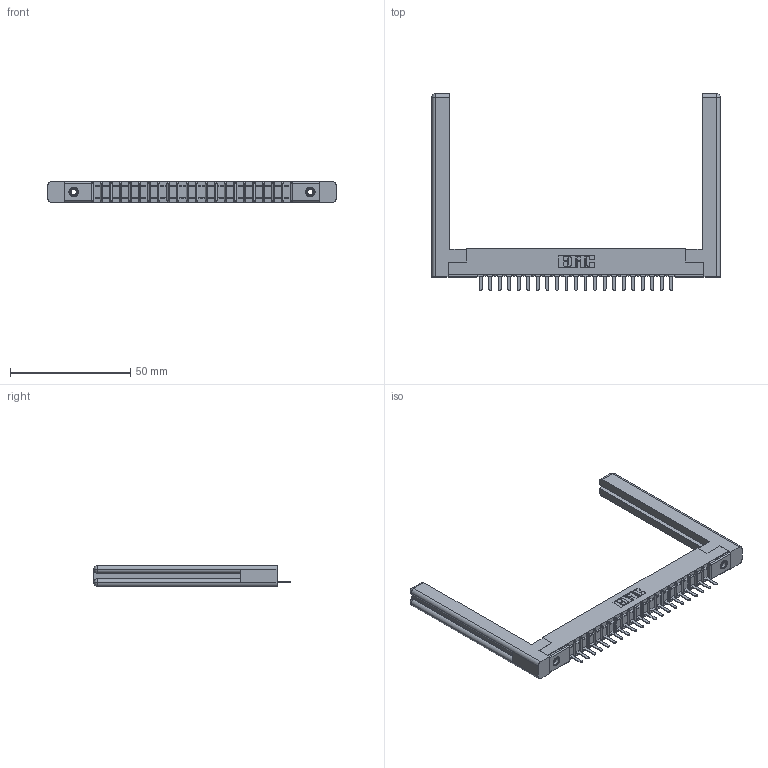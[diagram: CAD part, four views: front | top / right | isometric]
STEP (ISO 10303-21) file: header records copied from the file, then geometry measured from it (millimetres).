
FILE_DESCRIPTION (( 'STEP AP203' ), '1' );
FILE_NAME ('357-021-521-158.STEP', '2019-09-16T22:43:22', ( '' ), ( '' ), 'SwSTEP 2.0', 'SolidWorks 2016', '' );
FILE_SCHEMA (( 'CONFIG_CONTROL_DESIGN' ));
Length unit declared in the file: inch
Products named in the file (5): 307-220-058; 307 Part_.156 Dia Mounting Holes; 357-021-521-158; 307-290-002_521; 345-250-001_345-250-001-102
Assembly tree (26 placements, depth 2):
  357-021-521-158
    307 Part_.156 Dia Mounting Holes
    307-290-002_521  x21
    307-220-058  x2
    345-250-001_345-250-001-102  x2
Bounding box: 119.84 x 81.74 x 8.71 mm (x, y, z)
Volume: 15590.5 mm3; surface area: 19372.2 mm2
Topology: 26 solids, 26 shells, 1836 faces, 5549 edges, 3626 vertices
Faces by surface type: plane 1099, cylinder 669, sphere 44, torus 12, cone 12
Entity records: 23943 total; most frequent: CARTESIAN_POINT 4043, ORIENTED_EDGE 3972, DIRECTION 3898, EDGE_CURVE 1986, VECTOR 1508, LINE 1508, VERTEX_POINT 1286, AXIS2_PLACEMENT_3D 1195
